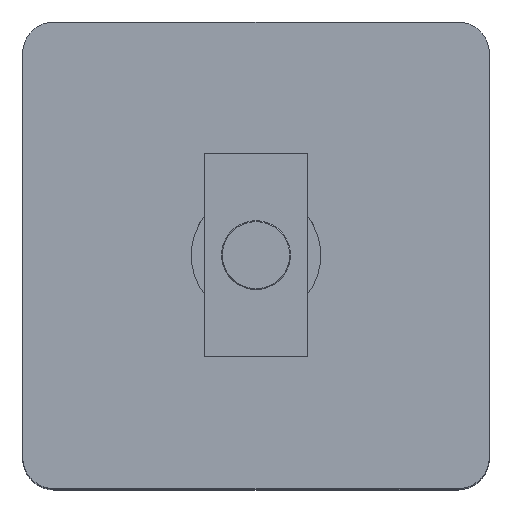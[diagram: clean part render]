
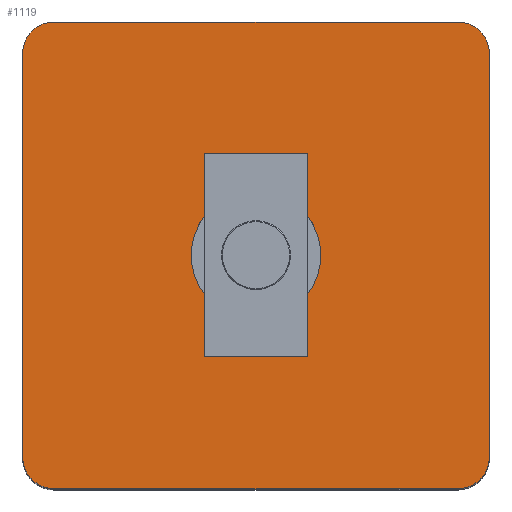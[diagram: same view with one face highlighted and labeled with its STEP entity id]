
A CAD part, top view. The second image highlights one B-rep face of the part: STEP entity #1119.
In plain terms, the highlighted planar face has unit normal (0, 0, 1).
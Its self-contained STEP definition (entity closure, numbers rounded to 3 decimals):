
#34 = DIRECTION ( 'NONE',  ( 0., -1., 0. ) ) ;
#41 = CARTESIAN_POINT ( 'NONE',  ( 22.5, -19.5, 76. ) ) ;
#262 = EDGE_CURVE ( 'NONE', #8597, #521, #7769, .T. ) ;
#521 = VERTEX_POINT ( 'NONE', #7432 ) ;
#656 = CARTESIAN_POINT ( 'NONE',  ( 22.5, -19.5, 76. ) ) ;
#774 = EDGE_LOOP ( 'NONE', ( #3204, #6716, #3205, #2968, #8230, #7280, #4988, #3710 ) ) ;
#832 = PLANE ( 'NONE',  #6772 ) ;
#942 = VERTEX_POINT ( 'NONE', #7843 ) ;
#1119 = ADVANCED_FACE ( 'NONE', ( #8530, #1803 ), #832, .T. ) ;
#1261 = AXIS2_PLACEMENT_3D ( 'NONE', #7060, #6360, #6452 ) ;
#1290 = DIRECTION ( 'NONE',  ( 1., 0., 0. ) ) ;
#1524 = LINE ( 'NONE', #4584, #5095 ) ;
#1543 = AXIS2_PLACEMENT_3D ( 'NONE', #2966, #7916, #7174 ) ;
#1633 = AXIS2_PLACEMENT_3D ( 'NONE', #5331, #7420, #2407 ) ;
#1803 = FACE_BOUND ( 'NONE', #5879, .T. ) ;
#1931 = VECTOR ( 'NONE', #34, 1000. ) ;
#1943 = EDGE_CURVE ( 'NONE', #2209, #7361, #2607, .T. ) ;
#2012 = CIRCLE ( 'NONE', #1633, 3. ) ;
#2122 = AXIS2_PLACEMENT_3D ( 'NONE', #2725, #3429, #7682 ) ;
#2184 = VERTEX_POINT ( 'NONE', #5888 ) ;
#2209 = VERTEX_POINT ( 'NONE', #6619 ) ;
#2260 = CIRCLE ( 'NONE', #5561, 6.25 ) ;
#2284 = ORIENTED_EDGE ( 'NONE', *, *, #3450, .T. ) ;
#2400 = AXIS2_PLACEMENT_3D ( 'NONE', #5854, #3701, #8559 ) ;
#2407 = DIRECTION ( 'NONE',  ( 0., -1., 0. ) ) ;
#2436 = CARTESIAN_POINT ( 'NONE',  ( -22.5, -19.5, 76. ) ) ;
#2454 = EDGE_CURVE ( 'NONE', #521, #3194, #5728, .T. ) ;
#2607 = CIRCLE ( 'NONE', #1543, 6.25 ) ;
#2708 = CIRCLE ( 'NONE', #2400, 3. ) ;
#2725 = CARTESIAN_POINT ( 'NONE',  ( 19.5, 19.5, 76. ) ) ;
#2833 = EDGE_CURVE ( 'NONE', #2184, #942, #2708, .T. ) ;
#2861 = CIRCLE ( 'NONE', #2122, 3. ) ;
#2966 = CARTESIAN_POINT ( 'NONE',  ( 0., 0., 76. ) ) ;
#2968 = ORIENTED_EDGE ( 'NONE', *, *, #262, .T. ) ;
#3068 = EDGE_CURVE ( 'NONE', #4987, #6966, #6908, .T. ) ;
#3194 = VERTEX_POINT ( 'NONE', #6384 ) ;
#3204 = ORIENTED_EDGE ( 'NONE', *, *, #8715, .F. ) ;
#3205 = ORIENTED_EDGE ( 'NONE', *, *, #3236, .T. ) ;
#3236 = EDGE_CURVE ( 'NONE', #942, #8597, #5710, .T. ) ;
#3429 = DIRECTION ( 'NONE',  ( 0., 0., 1. ) ) ;
#3450 = EDGE_CURVE ( 'NONE', #7361, #2209, #2260, .T. ) ;
#3488 = VERTEX_POINT ( 'NONE', #6025 ) ;
#3701 = DIRECTION ( 'NONE',  ( 0., 0., 1. ) ) ;
#3710 = ORIENTED_EDGE ( 'NONE', *, *, #8553, .T. ) ;
#3915 = CARTESIAN_POINT ( 'NONE',  ( 0., 0., 76. ) ) ;
#4082 = DIRECTION ( 'NONE',  ( 0., 1., 0. ) ) ;
#4584 = CARTESIAN_POINT ( 'NONE',  ( -19.5, 22.5, 76. ) ) ;
#4856 = DIRECTION ( 'NONE',  ( 0., 0., 1. ) ) ;
#4987 = VERTEX_POINT ( 'NONE', #41 ) ;
#4988 = ORIENTED_EDGE ( 'NONE', *, *, #3068, .T. ) ;
#5013 = CARTESIAN_POINT ( 'NONE',  ( -22.5, 19.5, 76. ) ) ;
#5095 = VECTOR ( 'NONE', #6735, 1000. ) ;
#5288 = VECTOR ( 'NONE', #1290, 1000. ) ;
#5331 = CARTESIAN_POINT ( 'NONE',  ( 19.5, -19.5, 76. ) ) ;
#5561 = AXIS2_PLACEMENT_3D ( 'NONE', #3915, #8740, #6779 ) ;
#5710 = LINE ( 'NONE', #5013, #1931 ) ;
#5728 = LINE ( 'NONE', #7454, #5288 ) ;
#5803 = CARTESIAN_POINT ( 'NONE',  ( 16.5, 22.5, 76. ) ) ;
#5854 = CARTESIAN_POINT ( 'NONE',  ( -19.5, 19.5, 76. ) ) ;
#5879 = EDGE_LOOP ( 'NONE', ( #2284, #7661 ) ) ;
#5888 = CARTESIAN_POINT ( 'NONE',  ( -19.5, 22.5, 76. ) ) ;
#6025 = CARTESIAN_POINT ( 'NONE',  ( 19.5, 22.5, 76. ) ) ;
#6120 = CARTESIAN_POINT ( 'NONE',  ( 22.5, 19.5, 76. ) ) ;
#6233 = DIRECTION ( 'NONE',  ( 0., -1., 0. ) ) ;
#6360 = DIRECTION ( 'NONE',  ( 0., 0., 1. ) ) ;
#6384 = CARTESIAN_POINT ( 'NONE',  ( 19.5, -22.5, 76. ) ) ;
#6452 = DIRECTION ( 'NONE',  ( -1., 0., 0. ) ) ;
#6619 = CARTESIAN_POINT ( 'NONE',  ( 0., 6.25, 76. ) ) ;
#6692 = EDGE_CURVE ( 'NONE', #3194, #4987, #2012, .T. ) ;
#6716 = ORIENTED_EDGE ( 'NONE', *, *, #2833, .T. ) ;
#6735 = DIRECTION ( 'NONE',  ( 1., 0., 0. ) ) ;
#6772 = AXIS2_PLACEMENT_3D ( 'NONE', #5803, #4856, #6233 ) ;
#6779 = DIRECTION ( 'NONE',  ( 0., 1., 0. ) ) ;
#6908 = LINE ( 'NONE', #656, #7125 ) ;
#6966 = VERTEX_POINT ( 'NONE', #6120 ) ;
#7060 = CARTESIAN_POINT ( 'NONE',  ( -19.5, -19.5, 76. ) ) ;
#7062 = CARTESIAN_POINT ( 'NONE',  ( 0., -6.25, 76. ) ) ;
#7125 = VECTOR ( 'NONE', #4082, 1000. ) ;
#7174 = DIRECTION ( 'NONE',  ( 0., 1., 0. ) ) ;
#7280 = ORIENTED_EDGE ( 'NONE', *, *, #6692, .T. ) ;
#7361 = VERTEX_POINT ( 'NONE', #7062 ) ;
#7420 = DIRECTION ( 'NONE',  ( 0., 0., 1. ) ) ;
#7432 = CARTESIAN_POINT ( 'NONE',  ( -19.5, -22.5, 76. ) ) ;
#7454 = CARTESIAN_POINT ( 'NONE',  ( -19.5, -22.5, 76. ) ) ;
#7661 = ORIENTED_EDGE ( 'NONE', *, *, #1943, .T. ) ;
#7682 = DIRECTION ( 'NONE',  ( 1., 0., 0. ) ) ;
#7769 = CIRCLE ( 'NONE', #1261, 3. ) ;
#7843 = CARTESIAN_POINT ( 'NONE',  ( -22.5, 19.5, 76. ) ) ;
#7916 = DIRECTION ( 'NONE',  ( 0., 0., -1. ) ) ;
#8230 = ORIENTED_EDGE ( 'NONE', *, *, #2454, .T. ) ;
#8530 = FACE_OUTER_BOUND ( 'NONE', #774, .T. ) ;
#8553 = EDGE_CURVE ( 'NONE', #6966, #3488, #2861, .T. ) ;
#8559 = DIRECTION ( 'NONE',  ( 0., 1., 0. ) ) ;
#8597 = VERTEX_POINT ( 'NONE', #2436 ) ;
#8715 = EDGE_CURVE ( 'NONE', #2184, #3488, #1524, .T. ) ;
#8740 = DIRECTION ( 'NONE',  ( 0., 0., -1. ) ) ;
